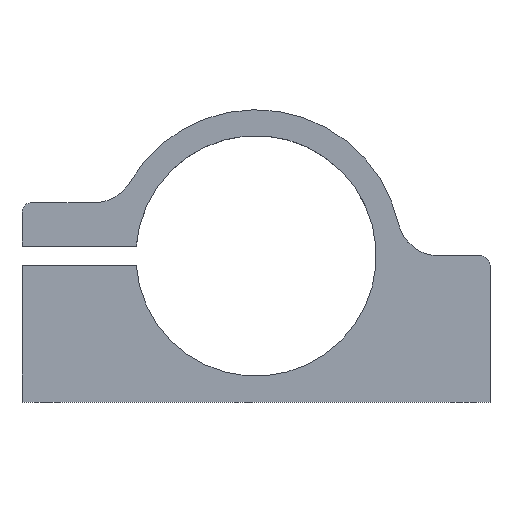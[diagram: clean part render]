
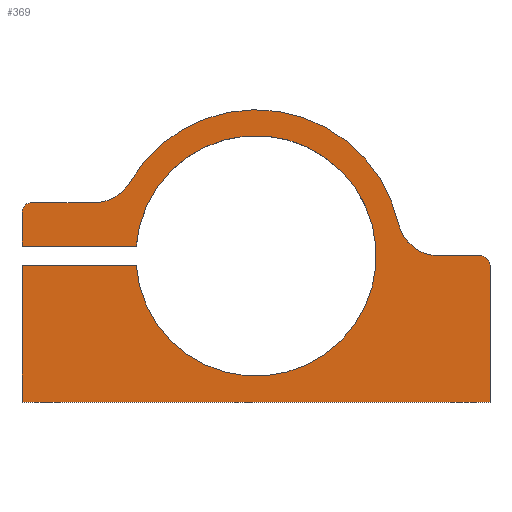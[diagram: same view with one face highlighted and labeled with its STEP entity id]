
A CAD part, top view. The second image highlights one B-rep face of the part: STEP entity #369.
In plain terms, the highlighted planar face has unit normal (0, 0, 1).
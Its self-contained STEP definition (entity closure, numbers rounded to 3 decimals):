
#30=PLANE('',#416);
#45=FACE_OUTER_BOUND('',#70,.T.);
#70=EDGE_LOOP('',(#316,#317,#318,#319,#320,#321,#322,#323,#324,#325,#326,
#327,#328,#329));
#80=LINE('',#564,#113);
#83=LINE('',#570,#116);
#88=LINE('',#581,#121);
#92=LINE('',#595,#125);
#98=LINE('',#608,#131);
#100=LINE('',#612,#133);
#103=LINE('',#618,#136);
#106=LINE('',#623,#139);
#113=VECTOR('',#458,1000.);
#116=VECTOR('',#463,1000.);
#121=VECTOR('',#470,1000.);
#125=VECTOR('',#482,1000.);
#131=VECTOR('',#490,1000.);
#133=VECTOR('',#494,1000.);
#136=VECTOR('',#499,1000.);
#139=VECTOR('',#504,1000.);
#148=CIRCLE('',#399,18.5);
#150=CIRCLE('',#405,22.48);
#155=CIRCLE('',#417,1.5);
#156=CIRCLE('',#418,1.5);
#157=CIRCLE('',#419,6.35);
#158=CIRCLE('',#420,6.35);
#167=VERTEX_POINT('',#557);
#168=VERTEX_POINT('',#559);
#169=VERTEX_POINT('',#563);
#171=VERTEX_POINT('',#569);
#175=VERTEX_POINT('',#578);
#176=VERTEX_POINT('',#580);
#179=VERTEX_POINT('',#587);
#180=VERTEX_POINT('',#589);
#181=VERTEX_POINT('',#593);
#182=VERTEX_POINT('',#594);
#187=VERTEX_POINT('',#605);
#188=VERTEX_POINT('',#607);
#189=VERTEX_POINT('',#611);
#191=VERTEX_POINT('',#617);
#204=EDGE_CURVE('',#167,#168,#148,.T.);
#206=EDGE_CURVE('',#168,#169,#80,.T.);
#209=EDGE_CURVE('',#169,#171,#83,.T.);
#214=EDGE_CURVE('',#175,#176,#88,.T.);
#218=EDGE_CURVE('',#180,#179,#150,.T.);
#220=EDGE_CURVE('',#181,#182,#92,.T.);
#226=EDGE_CURVE('',#188,#187,#98,.T.);
#228=EDGE_CURVE('',#189,#188,#100,.T.);
#231=EDGE_CURVE('',#191,#189,#103,.T.);
#234=EDGE_CURVE('',#167,#191,#106,.T.);
#240=EDGE_CURVE('',#175,#171,#155,.T.);
#241=EDGE_CURVE('',#187,#181,#156,.T.);
#242=EDGE_CURVE('',#182,#180,#157,.T.);
#243=EDGE_CURVE('',#179,#176,#158,.T.);
#316=ORIENTED_EDGE('',*,*,#214,.F.);
#317=ORIENTED_EDGE('',*,*,#240,.T.);
#318=ORIENTED_EDGE('',*,*,#209,.F.);
#319=ORIENTED_EDGE('',*,*,#206,.F.);
#320=ORIENTED_EDGE('',*,*,#204,.F.);
#321=ORIENTED_EDGE('',*,*,#234,.T.);
#322=ORIENTED_EDGE('',*,*,#231,.T.);
#323=ORIENTED_EDGE('',*,*,#228,.T.);
#324=ORIENTED_EDGE('',*,*,#226,.T.);
#325=ORIENTED_EDGE('',*,*,#241,.T.);
#326=ORIENTED_EDGE('',*,*,#220,.T.);
#327=ORIENTED_EDGE('',*,*,#242,.T.);
#328=ORIENTED_EDGE('',*,*,#218,.T.);
#329=ORIENTED_EDGE('',*,*,#243,.T.);
#369=ADVANCED_FACE('',(#45),#30,.T.);
#399=AXIS2_PLACEMENT_3D('',#560,#453,#454);
#405=AXIS2_PLACEMENT_3D('',#590,#477,#478);
#416=AXIS2_PLACEMENT_3D('',#630,#516,#517);
#417=AXIS2_PLACEMENT_3D('',#631,#518,#519);
#418=AXIS2_PLACEMENT_3D('',#632,#520,#521);
#419=AXIS2_PLACEMENT_3D('',#633,#522,#523);
#420=AXIS2_PLACEMENT_3D('',#634,#524,#525);
#453=DIRECTION('center_axis',(0.,0.,1.));
#454=DIRECTION('ref_axis',(1.,0.,0.));
#458=DIRECTION('',(-1.,0.,0.));
#463=DIRECTION('',(0.,1.,0.));
#470=DIRECTION('',(1.,0.,0.));
#477=DIRECTION('center_axis',(0.,0.,1.));
#478=DIRECTION('ref_axis',(1.,0.,0.));
#482=DIRECTION('',(-1.,0.,0.));
#490=DIRECTION('',(0.,1.,0.));
#494=DIRECTION('',(1.,0.,0.));
#499=DIRECTION('',(0.,-1.,0.));
#504=DIRECTION('',(-1.,0.,0.));
#516=DIRECTION('center_axis',(0.,0.,1.));
#517=DIRECTION('ref_axis',(1.,0.,0.));
#518=DIRECTION('center_axis',(0.,0.,1.));
#519=DIRECTION('ref_axis',(1.,0.,0.));
#520=DIRECTION('center_axis',(0.,0.,1.));
#521=DIRECTION('ref_axis',(1.,0.,0.));
#522=DIRECTION('center_axis',(0.,0.,-1.));
#523=DIRECTION('ref_axis',(1.,0.,0.));
#524=DIRECTION('center_axis',(0.,0.,-1.));
#525=DIRECTION('ref_axis',(1.,0.,0.));
#557=CARTESIAN_POINT('',(-7.298,-1.386,0.401));
#559=CARTESIAN_POINT('',(-7.298,1.614,0.401));
#560=CARTESIAN_POINT('Origin',(11.141,0.114,0.401));
#563=CARTESIAN_POINT('',(-24.859,1.614,0.401));
#564=CARTESIAN_POINT('',(-11.289,1.614,0.401));
#569=CARTESIAN_POINT('',(-24.859,6.805,0.401));
#570=CARTESIAN_POINT('',(-24.859,1.614,0.401));
#578=CARTESIAN_POINT('',(-23.359,8.305,0.401));
#580=CARTESIAN_POINT('',(-13.754,8.305,0.401));
#581=CARTESIAN_POINT('',(-24.859,8.305,0.401));
#587=CARTESIAN_POINT('',(-8.271,11.452,0.401));
#589=CARTESIAN_POINT('',(33.069,5.065,0.401));
#590=CARTESIAN_POINT('Origin',(11.141,0.114,0.401));
#593=CARTESIAN_POINT('',(45.641,0.114,0.401));
#594=CARTESIAN_POINT('',(39.263,0.114,0.401));
#595=CARTESIAN_POINT('',(47.141,0.114,0.401));
#605=CARTESIAN_POINT('',(47.141,-1.386,0.401));
#607=CARTESIAN_POINT('',(47.141,-22.386,0.401));
#608=CARTESIAN_POINT('',(47.141,-22.386,0.401));
#611=CARTESIAN_POINT('',(-24.859,-22.386,0.401));
#612=CARTESIAN_POINT('',(-24.859,-22.386,0.401));
#617=CARTESIAN_POINT('',(-24.859,-1.386,0.401));
#618=CARTESIAN_POINT('',(-24.859,-1.386,0.401));
#623=CARTESIAN_POINT('',(-11.289,-1.386,0.401));
#630=CARTESIAN_POINT('Origin',(11.141,0.114,0.401));
#631=CARTESIAN_POINT('Origin',(-23.359,6.805,0.401));
#632=CARTESIAN_POINT('Origin',(45.641,-1.386,0.401));
#633=CARTESIAN_POINT('Origin',(39.263,6.464,0.401));
#634=CARTESIAN_POINT('Origin',(-13.754,14.655,0.401));
